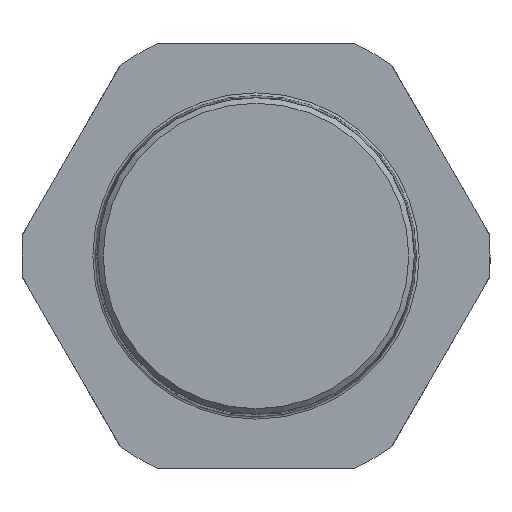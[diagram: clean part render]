
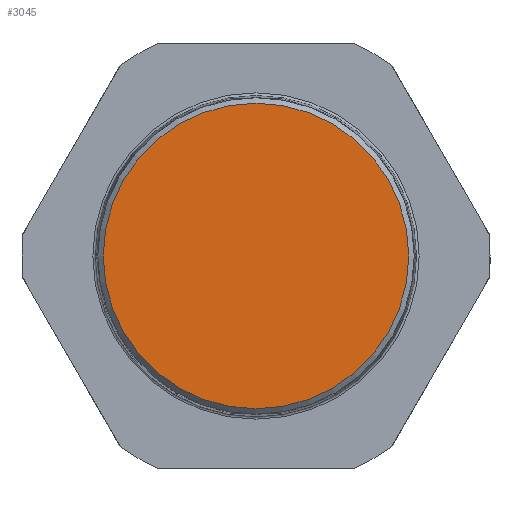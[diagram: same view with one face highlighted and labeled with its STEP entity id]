
A CAD part, left-side view. The second image highlights one B-rep face of the part: STEP entity #3045.
In plain terms, the highlighted planar face has unit normal (-1, 0, 0).
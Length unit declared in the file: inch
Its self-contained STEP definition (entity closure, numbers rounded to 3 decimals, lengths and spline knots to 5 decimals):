
#114=PLANE('',#3524);
#675=FACE_OUTER_BOUND('',#841,.T.);
#841=EDGE_LOOP('',(#2761));
#1161=CIRCLE('',#3525,1.13009);
#1472=VERTEX_POINT('',#5844);
#1911=EDGE_CURVE('',#1472,#1472,#1161,.T.);
#2761=ORIENTED_EDGE('',*,*,#1911,.F.);
#3045=ADVANCED_FACE('',(#675),#114,.T.);
#3524=AXIS2_PLACEMENT_3D('',#5843,#4525,#4526);
#3525=AXIS2_PLACEMENT_3D('',#5845,#4527,#4528);
#4525=DIRECTION('center_axis',(-1.,0.,0.));
#4526=DIRECTION('ref_axis',(0.,0.,
-1.));
#4527=DIRECTION('center_axis',(1.,0.,0.));
#4528=DIRECTION('ref_axis',(0.,1.,0.));
#5843=CARTESIAN_POINT('Origin',(-2.01693,-1.16946,0.));
#5844=CARTESIAN_POINT('',(-2.01693,-1.13009,0.));
#5845=CARTESIAN_POINT('Origin',(-2.01693,0.,
0.));
